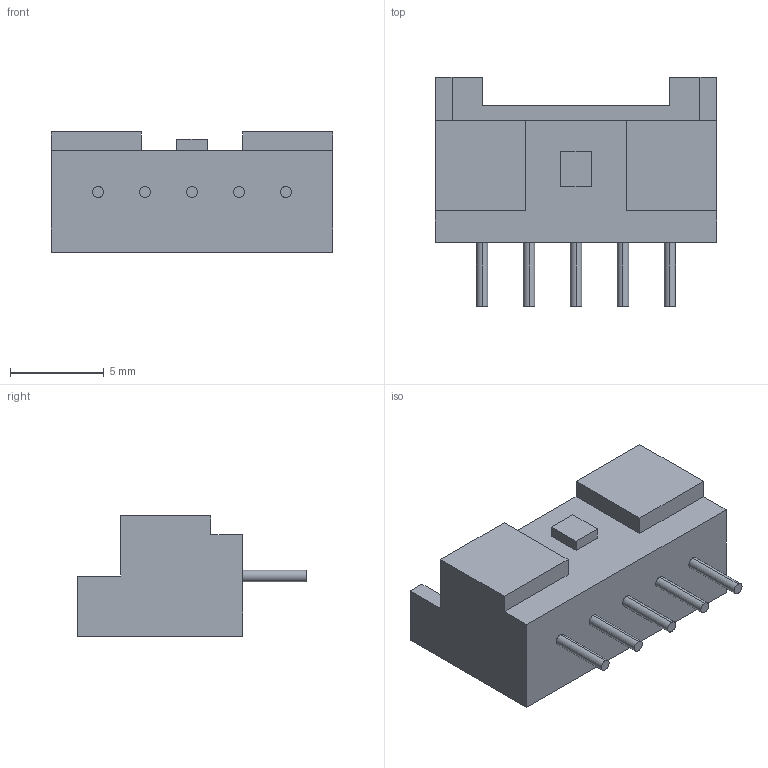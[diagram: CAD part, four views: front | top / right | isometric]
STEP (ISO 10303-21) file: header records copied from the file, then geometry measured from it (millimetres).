
FILE_DESCRIPTION (( 'STEP AP214' ), '1' );
FILE_NAME ('b05b-xask-1_connector.step', '2025-01-02T21:08:31', ( '' ), ( '' ), 'SwSTEP 2.0', 'SolidWorks 2022', '' );
FILE_SCHEMA (( 'AUTOMOTIVE_DESIGN' ));
Length unit declared in the file: millimetre
Products named in the file (1): b05b-xask-1_connector
Bounding box: 15 x 12.2 x 6.4 mm (x, y, z)
Volume: 367.5 mm3; surface area: 746.5 mm2
Topology: 1 solids, 1 shells, 63 faces, 150 edges, 100 vertices
Faces by surface type: plane 43, cylinder 20
Entity records: 2188 total; most frequent: DIRECTION 318, CARTESIAN_POINT 314, ORIENTED_EDGE 300, EDGE_CURVE 150, LINE 110, VECTOR 110, AXIS2_PLACEMENT_3D 104, VERTEX_POINT 100
